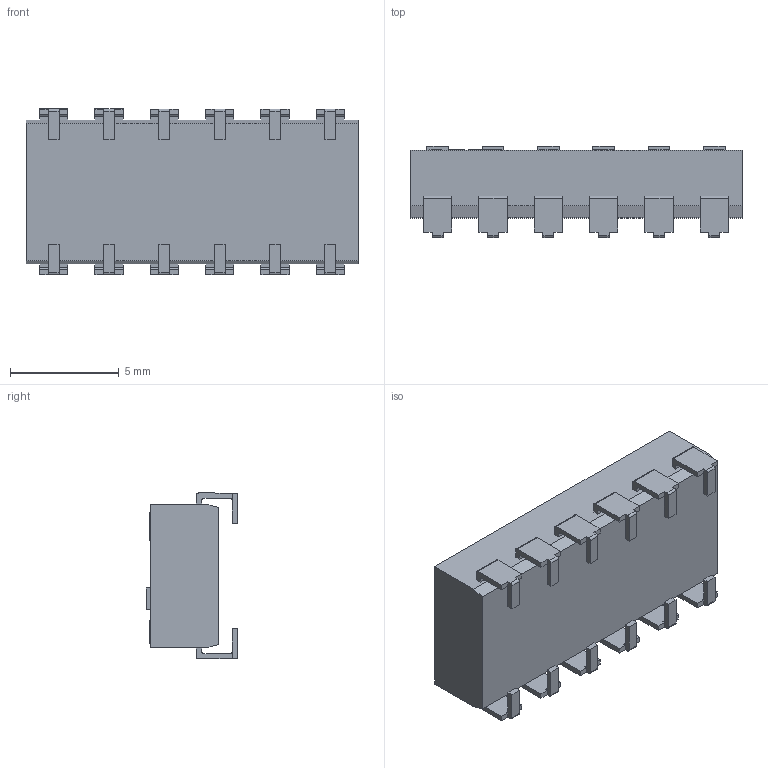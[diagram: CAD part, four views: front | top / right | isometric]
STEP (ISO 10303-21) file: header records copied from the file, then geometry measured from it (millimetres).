
FILE_DESCRIPTION (( 'STEP AP214' ), '1' );
FILE_NAME ('User Library-DIP-Schalter SMD 6polig RM2,54.STEP', '2019-08-07T10:39:28', ( '' ), ( '' ), 'SwSTEP 2.0', 'SolidWorks 2019', '' );
FILE_SCHEMA (( 'AUTOMOTIVE_DESIGN' ));
Length unit declared in the file: millimetre
Products named in the file (1): User Library-DIP-Schalter SMD 6polig RM2,54
Bounding box: 15.24 x 4.2 x 7.62 mm (x, y, z)
Volume: 312.5 mm3; surface area: 466.2 mm2
Topology: 1 solids, 1 shells, 383 faces, 1038 edges, 692 vertices
Faces by surface type: plane 279, bspline 56, cylinder 48
Entity records: 18911 total; most frequent: CARTESIAN_POINT 5282, ORIENTED_EDGE 2076, DIRECTION 1678, EDGE_CURVE 1038, LINE 830, VECTOR 830, VERTEX_POINT 692, AXIS2_PLACEMENT_3D 424
